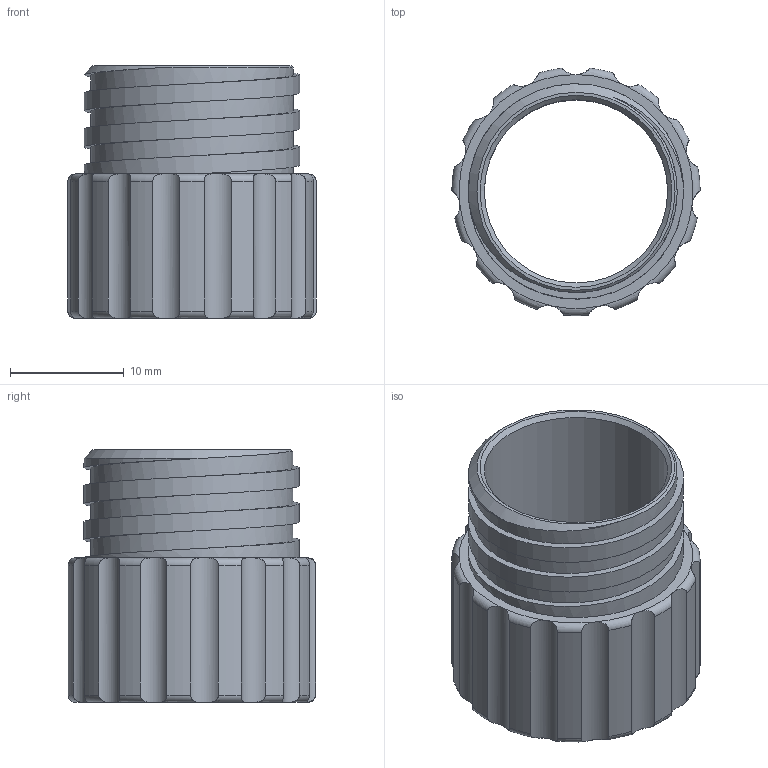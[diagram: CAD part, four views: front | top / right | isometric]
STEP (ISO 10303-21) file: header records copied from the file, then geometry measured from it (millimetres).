
FILE_DESCRIPTION(/* description */ (''),/* implementation_level */ '2;1');
FILE_NAME(/* name */ 'MCDLS M.stp',/* time_stamp */ '2014-11-14T12:39:05+01:00',/* author */ ('sh'),/* organization */ (''),/* preprocessor_version */ 'ST-DEVELOPER v15.2',/* originating_system */ 'Autodesk Inventor 2014',/* authorisation */ '');
FILE_SCHEMA (('AUTOMOTIVE_DESIGN { 1 0 10303 214 3 1 1 }'));
Length unit declared in the file: inch
Products named in the file (1): MCDLS M
Bounding box: 21.84 x 21.77 x 22.23 mm (x, y, z)
Volume: 2491.7 mm3; surface area: 3095.3 mm2
Topology: 1 solids, 1 shells, 75 faces, 201 edges, 131 vertices
Faces by surface type: cylinder 35, torus 30, plane 5, cone 3, bspline 2
Full cylindrical faces by diameter (mm): 16.129 x2, 17.018 x1
Entity records: 3945 total; most frequent: CARTESIAN_POINT 2200, ORIENTED_EDGE 386, DIRECTION 330, EDGE_CURVE 193, AXIS2_PLACEMENT_3D 149, VERTEX_POINT 129, EDGE_LOOP 86, CIRCLE 75
